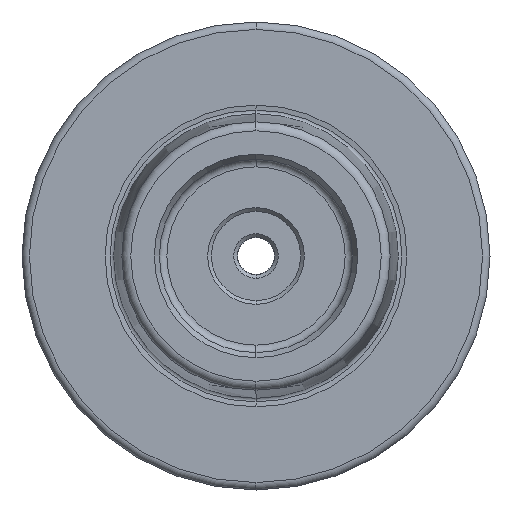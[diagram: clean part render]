
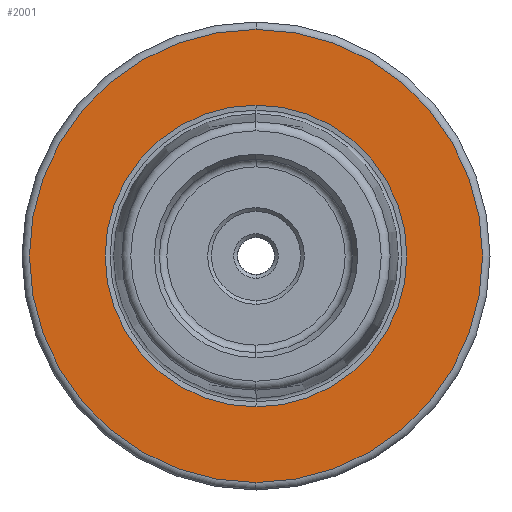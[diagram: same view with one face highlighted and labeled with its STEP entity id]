
A CAD part, left-side view. The second image highlights one B-rep face of the part: STEP entity #2001.
In plain terms, the highlighted planar face has unit normal (-1, 0, 0).
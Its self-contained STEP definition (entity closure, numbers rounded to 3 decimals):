
#85 = AXIS2_PLACEMENT_3D ( 'NONE', #1523, #1527, #1547 ) ;
#233 = ORIENTED_EDGE ( 'NONE', *, *, #1040, .T. ) ;
#238 = ORIENTED_EDGE ( 'NONE', *, *, #936, .T. ) ;
#249 = ORIENTED_EDGE ( 'NONE', *, *, #1078, .T. ) ;
#512 = CIRCLE ( 'NONE', #1162, 30.5 ) ;
#591 = CIRCLE ( 'NONE', #7232, 20.308 ) ;
#623 = CIRCLE ( 'NONE', #7253, 20.308 ) ;
#932 = FACE_OUTER_BOUND ( 'NONE', #5925, .T. ) ;
#936 = EDGE_CURVE ( 'NONE', #5751, #5735, #2738, .T. ) ;
#947 = FACE_BOUND ( 'NONE', #5865, .T. ) ;
#1040 = EDGE_CURVE ( 'NONE', #1715, #1752, #623, .T. ) ;
#1078 = EDGE_CURVE ( 'NONE', #1752, #1715, #591, .T. ) ;
#1162 = AXIS2_PLACEMENT_3D ( 'NONE', #2968, #2971, #2961 ) ;
#1244 = DIRECTION ( 'NONE',  ( -1., 0., 0. ) ) ;
#1251 = DIRECTION ( 'NONE',  ( 0., 0., 1. ) ) ;
#1259 = CARTESIAN_POINT ( 'NONE',  ( 0., 0., 0. ) ) ;
#1411 = CARTESIAN_POINT ( 'NONE',  ( 0., 0., -20.308 ) ) ;
#1523 = CARTESIAN_POINT ( 'NONE',  ( 0., 20.308, 0. ) ) ;
#1527 = DIRECTION ( 'NONE',  ( -1., 0., 0. ) ) ;
#1547 = DIRECTION ( 'NONE',  ( 0., 0., 1. ) ) ;
#1575 = PLANE ( 'NONE',  #85 ) ;
#1705 = CARTESIAN_POINT ( 'NONE',  ( 0., 0., 20.308 ) ) ;
#1715 = VERTEX_POINT ( 'NONE', #1705 ) ;
#1752 = VERTEX_POINT ( 'NONE', #1411 ) ;
#2001 = ADVANCED_FACE ( 'NONE', ( #932, #947 ), #1575, .T. ) ;
#2738 = CIRCLE ( 'NONE', #7267, 30.5 ) ;
#2769 = CARTESIAN_POINT ( 'NONE',  ( 0., 0., 0. ) ) ;
#2771 = DIRECTION ( 'NONE',  ( 0., 0., -1. ) ) ;
#2791 = DIRECTION ( 'NONE',  ( 1., 0., 0. ) ) ;
#2961 = DIRECTION ( 'NONE',  ( 0., 0., 1. ) ) ;
#2968 = CARTESIAN_POINT ( 'NONE',  ( 0., 0., 0. ) ) ;
#2971 = DIRECTION ( 'NONE',  ( -1., 0., 0. ) ) ;
#3532 = ORIENTED_EDGE ( 'NONE', *, *, #7177, .T. ) ;
#3894 = CARTESIAN_POINT ( 'NONE',  ( 0., 0., 30.5 ) ) ;
#3921 = CARTESIAN_POINT ( 'NONE',  ( 0., 0., -30.5 ) ) ;
#5735 = VERTEX_POINT ( 'NONE', #3921 ) ;
#5751 = VERTEX_POINT ( 'NONE', #3894 ) ;
#5865 = EDGE_LOOP ( 'NONE', ( #233, #249 ) ) ;
#5925 = EDGE_LOOP ( 'NONE', ( #238, #3532 ) ) ;
#6929 = DIRECTION ( 'NONE',  ( 1., 0., 0. ) ) ;
#6943 = CARTESIAN_POINT ( 'NONE',  ( 0., 0., 0. ) ) ;
#6945 = DIRECTION ( 'NONE',  ( 0., 0., -1. ) ) ;
#7177 = EDGE_CURVE ( 'NONE', #5735, #5751, #512, .T. ) ;
#7232 = AXIS2_PLACEMENT_3D ( 'NONE', #6943, #6929, #6945 ) ;
#7253 = AXIS2_PLACEMENT_3D ( 'NONE', #2769, #2791, #2771 ) ;
#7267 = AXIS2_PLACEMENT_3D ( 'NONE', #1259, #1244, #1251 ) ;
